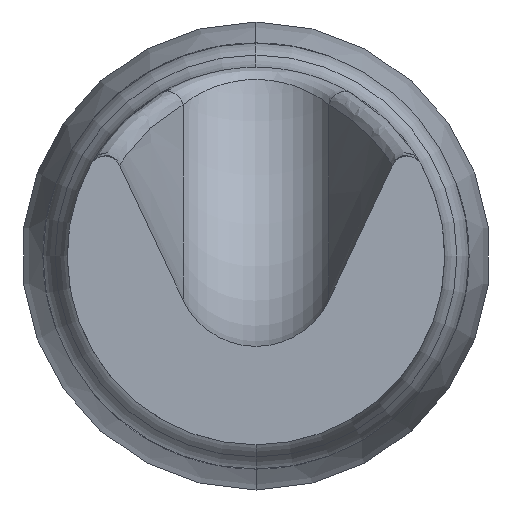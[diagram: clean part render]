
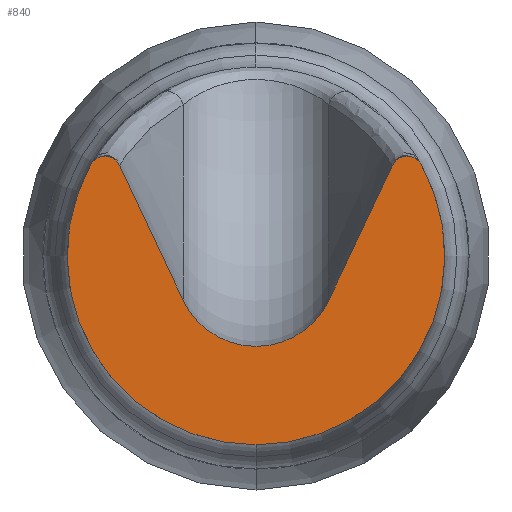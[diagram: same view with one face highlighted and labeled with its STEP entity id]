
A CAD part, front view. The second image highlights one B-rep face of the part: STEP entity #840.
In plain terms, the highlighted planar face has unit normal (0, -1, 0).
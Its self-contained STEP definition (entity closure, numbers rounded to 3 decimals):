
#6 = CIRCLE ( 'NONE', #730, 0.585 ) ;
#37 = AXIS2_PLACEMENT_3D ( 'NONE', #2779, #1609, #2400 ) ;
#64 = DIRECTION ( 'NONE',  ( 0.426, 0., -0.905 ) ) ;
#103 = AXIS2_PLACEMENT_3D ( 'NONE', #4893, #2892, #4476 ) ;
#116 = CARTESIAN_POINT ( 'NONE',  ( -0.423, -30., 0.281 ) ) ;
#242 = CARTESIAN_POINT ( 'NONE',  ( 0., -30., -0.03 ) ) ;
#277 = DIRECTION ( 'NONE',  ( 0., 0., -1. ) ) ;
#318 = VECTOR ( 'NONE', #3313, 1000. ) ;
#411 = DIRECTION ( 'NONE',  ( 0., -1., 0. ) ) ;
#461 = DIRECTION ( 'NONE',  ( 0., -1., 0. ) ) ;
#486 = ORIENTED_EDGE ( 'NONE', *, *, #1430, .F. ) ;
#570 = DIRECTION ( 'NONE',  ( 0., 1., 0. ) ) ;
#650 = DIRECTION ( 'NONE',  ( 0., 0., -1. ) ) ;
#700 = VERTEX_POINT ( 'NONE', #1504 ) ;
#730 = AXIS2_PLACEMENT_3D ( 'NONE', #1621, #4434, #2037 ) ;
#748 = EDGE_CURVE ( 'Defeature ausgef�hrt1_3+Defeature ausgef�hrt1_31+Defeature ausgef�hrt1_21+Defeature ausgef�hrt1_1', #4477, #1271, #2919, .T. ) ;
#761 = AXIS2_PLACEMENT_3D ( 'NONE', #3747, #570, #5030 ) ;
#808 = ORIENTED_EDGE ( 'NONE', *, *, #748, .T. ) ;
#813 = CARTESIAN_POINT ( 'NONE',  ( 0., -30., -0.585 ) ) ;
#840 = ADVANCED_FACE ( 'Defeature ausgef�hrt1_3', ( #1597 ), #4403, .F. ) ;
#1135 = VERTEX_POINT ( 'NONE', #2997 ) ;
#1159 = CARTESIAN_POINT ( 'NONE',  ( 0.468, -30., 0.309 ) ) ;
#1198 = VERTEX_POINT ( 'NONE', #3814 ) ;
#1265 = ORIENTED_EDGE ( 'NONE', *, *, #2055, .F. ) ;
#1271 = VERTEX_POINT ( 'NONE', #3953 ) ;
#1430 = EDGE_CURVE ( 'Defeature ausgef�hrt1_23+Defeature ausgef�hrt1_3+Defeature ausgef�hrt1_21+Defeature ausgef�hrt1_22', #4588, #1135, #3289, .T. ) ;
#1504 = CARTESIAN_POINT ( 'NONE',  ( 0.512, -30., 0.284 ) ) ;
#1554 = VERTEX_POINT ( 'NONE', #1159 ) ;
#1597 = FACE_OUTER_BOUND ( 'NONE', #5054, .T. ) ;
#1609 = DIRECTION ( 'NONE',  ( 0., 1., 0. ) ) ;
#1621 = CARTESIAN_POINT ( 'NONE',  ( 0., -30., 0. ) ) ;
#1747 = EDGE_CURVE ( 'Defeature ausgef�hrt1_1+Defeature ausgef�hrt1_3+Defeature ausgef�hrt1_27+Defeature ausgef�hrt1_31', #4845, #3773, #3781, .T. ) ;
#1754 = VERTEX_POINT ( 'NONE', #4145 ) ;
#1798 = AXIS2_PLACEMENT_3D ( 'NONE', #4448, #411, #3652 ) ;
#1869 = ORIENTED_EDGE ( 'NONE', *, *, #1747, .F. ) ;
#1946 = CIRCLE ( 'NONE', #3197, 0.05 ) ;
#2026 = ORIENTED_EDGE ( 'NONE', *, *, #2460, .F. ) ;
#2037 = DIRECTION ( 'NONE',  ( 0., 0., 1. ) ) ;
#2055 = EDGE_CURVE ( 'Defeature ausgef�hrt1_22+Defeature ausgef�hrt1_3+Defeature ausgef�hrt1_23+Defeature ausgef�hrt1_27', #1754, #1198, #3656, .T. ) ;
#2162 = DIRECTION ( 'NONE',  ( 0., -1., 0. ) ) ;
#2237 = CARTESIAN_POINT ( 'NONE',  ( 0., -30., -0.03 ) ) ;
#2253 = LINE ( 'NONE', #2441, #4451 ) ;
#2289 = CIRCLE ( 'NONE', #103, 0.05 ) ;
#2341 = DIRECTION ( 'NONE',  ( 0., -1., 0. ) ) ;
#2400 = DIRECTION ( 'NONE',  ( 0., 0., 1. ) ) ;
#2439 = CARTESIAN_POINT ( 'NONE',  ( 0.468, -30., 0.259 ) ) ;
#2441 = CARTESIAN_POINT ( 'NONE',  ( -0.226, -30., -0.137 ) ) ;
#2460 = EDGE_CURVE ( 'Defeature ausgef�hrt1_23+Defeature ausgef�hrt1_3+Defeature ausgef�hrt1_21+Defeature ausgef�hrt1_22', #1135, #1754, #4590, .T. ) ;
#2545 = ORIENTED_EDGE ( 'NONE', *, *, #3450, .T. ) ;
#2639 = DIRECTION ( 'NONE',  ( 0., -1., 0. ) ) ;
#2779 = CARTESIAN_POINT ( 'NONE',  ( 0.585, -30., 0. ) ) ;
#2831 = EDGE_CURVE ( 'Defeature ausgef�hrt1_1+Defeature ausgef�hrt1_3+Defeature ausgef�hrt1_27+Defeature ausgef�hrt1_31', #700, #4845, #6, .T. ) ;
#2892 = DIRECTION ( 'NONE',  ( 0., -1., 0. ) ) ;
#2902 = EDGE_CURVE ( 'Defeature ausgef�hrt1_3+Defeature ausgef�hrt1_27+Defeature ausgef�hrt1_1+Defeature ausgef�hrt1_22', #700, #1554, #2289, .T. ) ;
#2919 = CIRCLE ( 'NONE', #3259, 0.05 ) ;
#2930 = CARTESIAN_POINT ( 'NONE',  ( 0.226, -30., -0.137 ) ) ;
#2955 = AXIS2_PLACEMENT_3D ( 'NONE', #242, #2162, #650 ) ;
#2997 = CARTESIAN_POINT ( 'NONE',  ( 0., -30., -0.28 ) ) ;
#3125 = DIRECTION ( 'NONE',  ( 0., 0., 1. ) ) ;
#3149 = CIRCLE ( 'NONE', #1798, 0.05 ) ;
#3197 = AXIS2_PLACEMENT_3D ( 'NONE', #2439, #461, #4001 ) ;
#3259 = AXIS2_PLACEMENT_3D ( 'NONE', #4758, #2341, #3125 ) ;
#3289 = CIRCLE ( 'NONE', #4344, 0.25 ) ;
#3313 = DIRECTION ( 'NONE',  ( 0.426, 0., 0.905 ) ) ;
#3450 = EDGE_CURVE ( 'Defeature ausgef�hrt1_3+Defeature ausgef�hrt1_27+Defeature ausgef�hrt1_1+Defeature ausgef�hrt1_22', #1554, #1198, #1946, .T. ) ;
#3652 = DIRECTION ( 'NONE',  ( 0., 0., 1. ) ) ;
#3656 = LINE ( 'NONE', #2930, #318 ) ;
#3747 = CARTESIAN_POINT ( 'NONE',  ( 0., -30., 0. ) ) ;
#3773 = VERTEX_POINT ( 'NONE', #4775 ) ;
#3781 = CIRCLE ( 'NONE', #761, 0.585 ) ;
#3814 = CARTESIAN_POINT ( 'NONE',  ( 0.423, -30., 0.281 ) ) ;
#3953 = CARTESIAN_POINT ( 'NONE',  ( -0.468, -30., 0.309 ) ) ;
#4001 = DIRECTION ( 'NONE',  ( 0., 0., 1. ) ) ;
#4006 = ORIENTED_EDGE ( 'NONE', *, *, #2831, .F. ) ;
#4145 = CARTESIAN_POINT ( 'NONE',  ( 0.226, -30., -0.137 ) ) ;
#4344 = AXIS2_PLACEMENT_3D ( 'NONE', #2237, #2639, #277 ) ;
#4392 = EDGE_CURVE ( 'Defeature ausgef�hrt1_3+Defeature ausgef�hrt1_31+Defeature ausgef�hrt1_21+Defeature ausgef�hrt1_1', #1271, #3773, #3149, .T. ) ;
#4403 = PLANE ( 'NONE',  #37 ) ;
#4434 = DIRECTION ( 'NONE',  ( 0., 1., 0. ) ) ;
#4435 = ORIENTED_EDGE ( 'NONE', *, *, #4875, .F. ) ;
#4448 = CARTESIAN_POINT ( 'NONE',  ( -0.468, -30., 0.259 ) ) ;
#4451 = VECTOR ( 'NONE', #64, 1000. ) ;
#4476 = DIRECTION ( 'NONE',  ( 0., 0., 1. ) ) ;
#4477 = VERTEX_POINT ( 'NONE', #116 ) ;
#4523 = CARTESIAN_POINT ( 'NONE',  ( -0.226, -30., -0.137 ) ) ;
#4588 = VERTEX_POINT ( 'NONE', #4523 ) ;
#4590 = CIRCLE ( 'NONE', #2955, 0.25 ) ;
#4758 = CARTESIAN_POINT ( 'NONE',  ( -0.468, -30., 0.259 ) ) ;
#4775 = CARTESIAN_POINT ( 'NONE',  ( -0.512, -30., 0.284 ) ) ;
#4832 = ORIENTED_EDGE ( 'NONE', *, *, #4392, .T. ) ;
#4845 = VERTEX_POINT ( 'NONE', #813 ) ;
#4875 = EDGE_CURVE ( 'Defeature ausgef�hrt1_21+Defeature ausgef�hrt1_3+Defeature ausgef�hrt1_31+Defeature ausgef�hrt1_23', #4477, #4588, #2253, .T. ) ;
#4893 = CARTESIAN_POINT ( 'NONE',  ( 0.468, -30., 0.259 ) ) ;
#5027 = ORIENTED_EDGE ( 'NONE', *, *, #2902, .T. ) ;
#5030 = DIRECTION ( 'NONE',  ( 0., 0., 1. ) ) ;
#5054 = EDGE_LOOP ( 'NONE', ( #4435, #808, #4832, #1869, #4006, #5027, #2545, #1265, #2026, #486 ) ) ;
